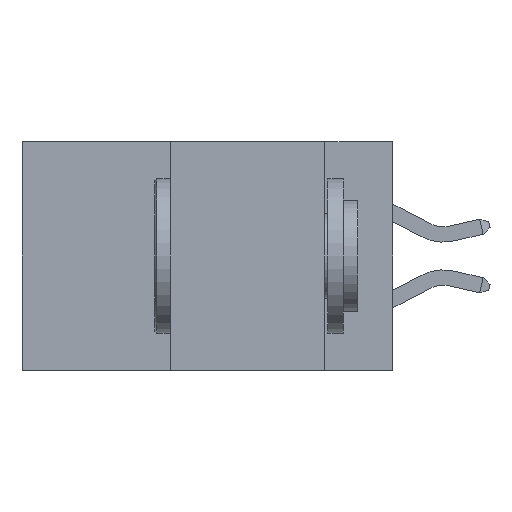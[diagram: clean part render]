
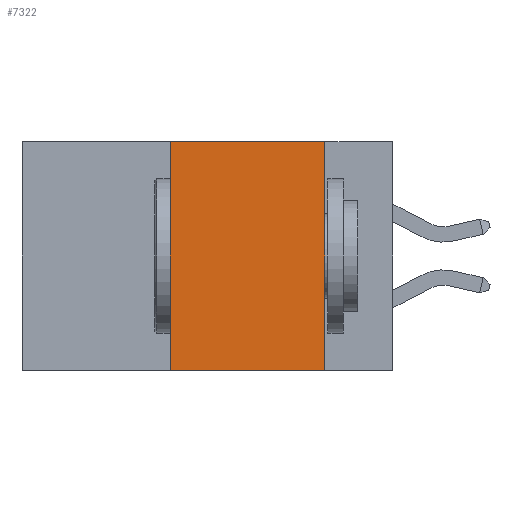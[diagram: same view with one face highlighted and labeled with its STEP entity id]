
A CAD part, left-side view. The second image highlights one B-rep face of the part: STEP entity #7322.
In plain terms, the highlighted planar face has unit normal (-1, 0, 0).
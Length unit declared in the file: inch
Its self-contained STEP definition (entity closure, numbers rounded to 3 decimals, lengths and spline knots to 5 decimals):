
#1966 = EDGE_LOOP ( 'NONE', ( #20778, #2605, #2413, #5218 ) ) ;
#2129 = CARTESIAN_POINT ( 'NONE',  ( 0., 0.6, -0.37 ) ) ;
#2413 = ORIENTED_EDGE ( 'NONE', *, *, #19957, .F. ) ;
#2605 = ORIENTED_EDGE ( 'NONE', *, *, #26867, .F. ) ;
#2874 = VECTOR ( 'NONE', #30434, 39.37008 ) ;
#4194 = CARTESIAN_POINT ( 'NONE',  ( 0., 0.6, 0. ) ) ;
#4645 = DIRECTION ( 'NONE',  ( 0., 0., 1. ) ) ;
#4671 = DIRECTION ( 'NONE',  ( 1., 0., 0. ) ) ;
#4702 = FACE_OUTER_BOUND ( 'NONE', #1966, .T. ) ;
#5218 = ORIENTED_EDGE ( 'NONE', *, *, #19303, .T. ) ;
#5529 = AXIS2_PLACEMENT_3D ( 'NONE', #28239, #4671, #23128 ) ;
#6472 = VECTOR ( 'NONE', #28370, 39.37008 ) ;
#6811 = VERTEX_POINT ( 'NONE', #21208 ) ;
#7322 = ADVANCED_FACE ( 'NONE', ( #4702 ), #20486, .F. ) ;
#7331 = LINE ( 'NONE', #2129, #6472 ) ;
#11196 = CARTESIAN_POINT ( 'NONE',  ( 0., 0.11, 0. ) ) ;
#11234 = VERTEX_POINT ( 'NONE', #19699 ) ;
#11896 = LINE ( 'NONE', #4194, #18922 ) ;
#12010 = VERTEX_POINT ( 'NONE', #11196 ) ;
#15128 = EDGE_CURVE ( 'NONE', #12010, #11234, #23914, .T. ) ;
#18922 = VECTOR ( 'NONE', #30479, 39.37008 ) ;
#19303 = EDGE_CURVE ( 'NONE', #29473, #11234, #7331, .T. ) ;
#19699 = CARTESIAN_POINT ( 'NONE',  ( 0., 0.11, -0.37 ) ) ;
#19957 = EDGE_CURVE ( 'NONE', #29473, #6811, #21675, .T. ) ;
#20486 = PLANE ( 'NONE',  #5529 ) ;
#20778 = ORIENTED_EDGE ( 'NONE', *, *, #15128, .F. ) ;
#21208 = CARTESIAN_POINT ( 'NONE',  ( 0., 0.36, 0. ) ) ;
#21675 = LINE ( 'NONE', #30822, #33832 ) ;
#23128 = DIRECTION ( 'NONE',  ( 0., 0., -1. ) ) ;
#23914 = LINE ( 'NONE', #33009, #2874 ) ;
#26100 = CARTESIAN_POINT ( 'NONE',  ( 0., 0.36, -0.37 ) ) ;
#26867 = EDGE_CURVE ( 'NONE', #6811, #12010, #11896, .T. ) ;
#28239 = CARTESIAN_POINT ( 'NONE',  ( 0., 0.6, 0. ) ) ;
#28370 = DIRECTION ( 'NONE',  ( 0., -1., 0. ) ) ;
#29473 = VERTEX_POINT ( 'NONE', #26100 ) ;
#30434 = DIRECTION ( 'NONE',  ( 0., 0., -1. ) ) ;
#30479 = DIRECTION ( 'NONE',  ( 0., -1., 0. ) ) ;
#30822 = CARTESIAN_POINT ( 'NONE',  ( 0., 0.36, 0. ) ) ;
#33009 = CARTESIAN_POINT ( 'NONE',  ( 0., 0.11, 0. ) ) ;
#33832 = VECTOR ( 'NONE', #4645, 39.37008 ) ;
